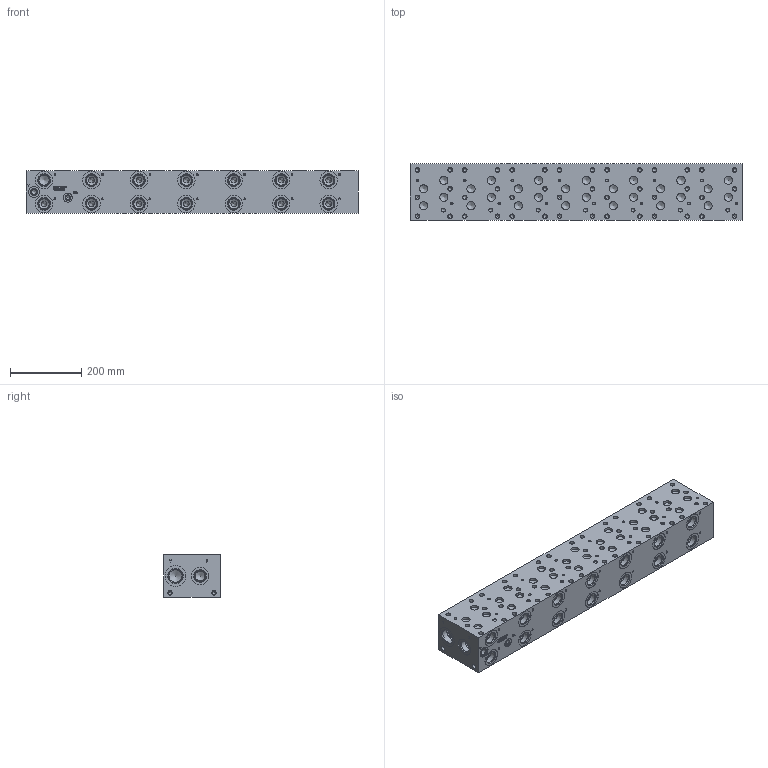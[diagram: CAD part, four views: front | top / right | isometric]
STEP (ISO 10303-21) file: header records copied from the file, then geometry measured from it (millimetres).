
FILE_DESCRIPTION(/* description */ (''),/* implementation_level */ '2;1');
FILE_NAME(/* name */ '_D08P075S.stp',/* time_stamp */ '2022-10-25T15:23:36-04:00',/* author */ ('mikeh'),/* organization */ (''),/* preprocessor_version */ 'ST-DEVELOPER v18',/* originating_system */ 'Autodesk Inventor 2020',/* authorisation */ '');
FILE_SCHEMA (('AUTOMOTIVE_DESIGN { 1 0 10303 214 3 1 1 }'));
Length unit declared in the file: millimetre
Products named in the file (1): Part_AD08P075S_3D
Bounding box: 933.45 x 158.75 x 120.65 mm (x, y, z)
Volume: 16973392 mm3; surface area: 714120.8 mm2
Topology: 1 solids, 1 shells, 1227 faces, 3326 edges, 2259 vertices
Faces by surface type: plane 545, cylinder 255, bspline 224, cone 203
Full cylindrical faces by diameter (mm): 7.137 x14, 10.719 x47, 11.113 x1, 11.125 x6, 12.7 x46, 12.9 x1, 14.275 x1, 14.3 x1, 14.529 x1, 17.501 x1, 19.05 x1, 19.253 x1, 23.012 x27, 23.017 x1, 25.019 x1, 26.975 x2, 28.575 x14, 30.632 x1, 31.267 x16, 33.34 x2, 33.35 x14, 33.757 x16, 35.509 x14, 35.712 x2, 39.218 x2, 41.275 x1, 41.28 x1, 41.758 x1, 43.51 x1, 49.124 x16
Entity records: 40323 total; most frequent: CARTESIAN_POINT 9610, ORIENTED_EDGE 6422, DIRECTION 5697, EDGE_CURVE 3211, VERTEX_POINT 2259, AXIS2_PLACEMENT_3D 1930, LINE 1837, VECTOR 1837
